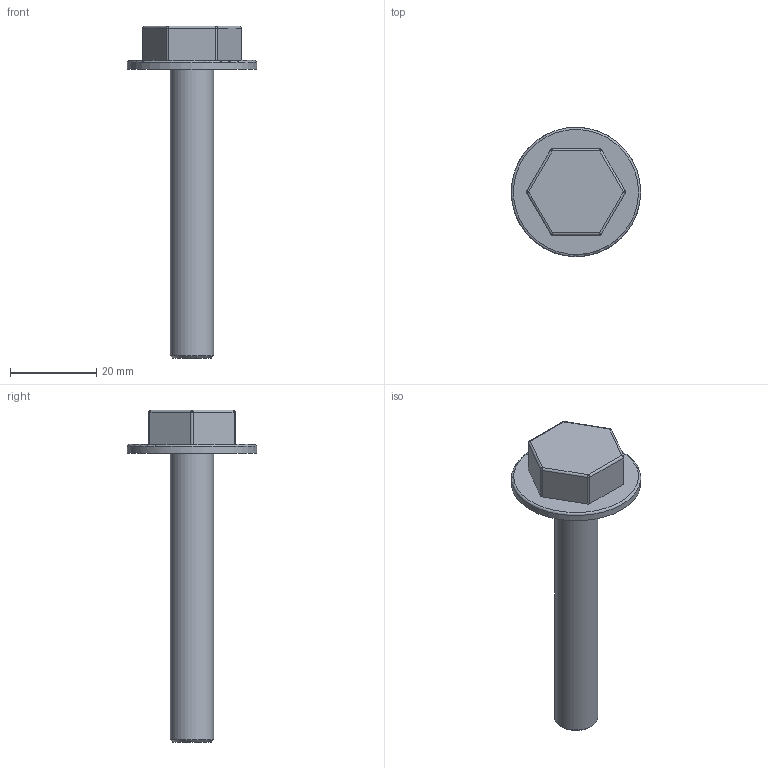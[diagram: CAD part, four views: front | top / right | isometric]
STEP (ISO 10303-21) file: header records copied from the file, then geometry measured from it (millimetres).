
FILE_DESCRIPTION( ('This file contains a STEP AP42 implementation' ,'as created by ZW3D STEP Interface translator.' ,'') ,'2;1' );
FILE_NAME( '主动轮固定螺丝.ipt.stp' ,'251027.114755', (''), ('ZWCAD Software Co.'), 'Version 1.0', 'ZW3D to STEP translator', '' );
FILE_SCHEMA(('AUTOMOTIVE_DESIGN { 1 0 10303 214 1 1 1 1 }'));
Length unit declared in the file: millimetre
Products named in the file (1): 0
Bounding box: 30 x 30 x 77 mm (x, y, z)
Volume: 9434 mm3; surface area: 4214 mm2
Topology: 1 solids, 1 shells, 32 faces, 71 edges, 43 vertices
Faces by surface type: cylinder 14, plane 10, sphere 6, cone 1, torus 1
Full cylindrical faces by diameter (mm): 10 x1, 30 x1
Entity records: 941 total; most frequent: DIRECTION 175, CARTESIAN_POINT 147, ORIENTED_EDGE 142, AXIS2_PLACEMENT_3D 71, EDGE_CURVE 71, VERTEX_POINT 43, CIRCLE 38, EDGE_LOOP 34
